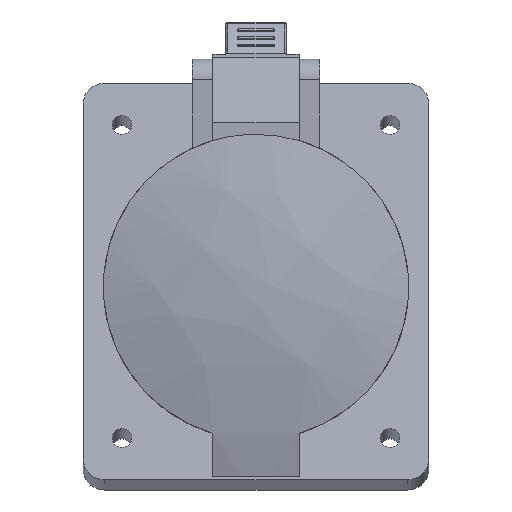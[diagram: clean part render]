
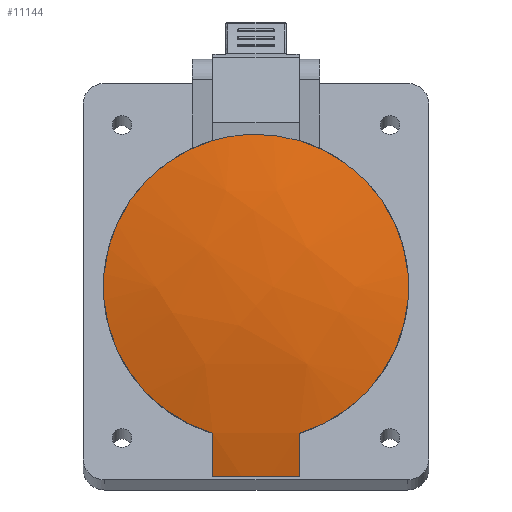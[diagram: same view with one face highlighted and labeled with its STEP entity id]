
A CAD part, top view. The second image highlights one B-rep face of the part: STEP entity #11144.
In plain terms, the highlighted free-form (B-spline) face has degree [3, 3] with [4, 4] control points.
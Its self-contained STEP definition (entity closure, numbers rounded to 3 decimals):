
#110 = EDGE_CURVE ( 'NONE', #20481, #2220, #17451, .T. ) ;
#299 = EDGE_CURVE ( 'NONE', #13314, #20481, #13296, .T. ) ;
#512 = CARTESIAN_POINT ( 'NONE',  ( -18.799, 8.743, 47.017 ) ) ;
#1022 = CARTESIAN_POINT ( 'NONE',  ( -7.21, 34.567, 39.137 ) ) ;
#1643 = ORIENTED_EDGE ( 'NONE', *, *, #11759, .T. ) ;
#1733 = AXIS2_PLACEMENT_3D ( 'NONE', #15896, #20543, #7217 ) ;
#1942 = CARTESIAN_POINT ( 'NONE',  ( -16.395, -44.533, 36.464 ) ) ;
#2012 = CARTESIAN_POINT ( 'NONE',  ( 5.3, -44.533, 38.236 ) ) ;
#2157 = CARTESIAN_POINT ( 'NONE',  ( 28.529, 35.188, 34.736 ) ) ;
#2220 = VERTEX_POINT ( 'NONE', #3931 ) ;
#2492 = CARTESIAN_POINT ( 'NONE',  ( 3.605, -37.933, 38.36 ) ) ;
#2660 = CARTESIAN_POINT ( 'NONE',  ( -9.756, 34.416, 39.137 ) ) ;
#3775 = CARTESIAN_POINT ( 'NONE',  ( -18.267, 35.188, 40.43 ) ) ;
#3917 = CARTESIAN_POINT ( 'NONE',  ( -16.395, -44.533, 36.464 ) ) ;
#3931 = CARTESIAN_POINT ( 'NONE',  ( 3.605, 33.121, 39.137 ) ) ;
#3992 = CARTESIAN_POINT ( 'NONE',  ( -6.395, -0.733, 39.137 ) ) ;
#4262 = CARTESIAN_POINT ( 'NONE',  ( -13.109, 33.964, 39.137 ) ) ;
#4621 = DIRECTION ( 'NONE',  ( 0., 1., 0. ) ) ;
#4765 = VERTEX_POINT ( 'NONE', #3917 ) ;
#5298 = CARTESIAN_POINT ( 'NONE',  ( -40.798, -44.533, 32.627 ) ) ;
#5347 = CARTESIAN_POINT ( 'NONE',  ( 3.605, -44.533, 36.464 ) ) ;
#5430 = CARTESIAN_POINT ( 'NONE',  ( -16.395, 33.121, 39.137 ) ) ;
#5541 = AXIS2_PLACEMENT_3D ( 'NONE', #14198, #4621, #15820 ) ;
#5581 = DIRECTION ( 'NONE',  ( 0., -1., 0. ) ) ;
#5737 = AXIS2_PLACEMENT_3D ( 'NONE', #3992, #15163, #5581 ) ;
#5789 = CARTESIAN_POINT ( 'NONE',  ( 1.972, 33.603, 39.137 ) ) ;
#5866 = CARTESIAN_POINT ( 'NONE',  ( -16.395, 33.121, 39.137 ) ) ;
#6476 = ORIENTED_EDGE ( 'NONE', *, *, #299, .T. ) ;
#6835 = CARTESIAN_POINT ( 'NONE',  ( 28.008, -44.533, 32.627 ) ) ;
#6852 = EDGE_CURVE ( 'NONE', #15972, #15715, #14240, .T. ) ;
#6912 = CARTESIAN_POINT ( 'NONE',  ( 5.948, -18.484, 46.268 ) ) ;
#6958 = EDGE_CURVE ( 'NONE', #2220, #15972, #9574, .T. ) ;
#7217 = DIRECTION ( 'NONE',  ( 0., -1., 0. ) ) ;
#8287 = CARTESIAN_POINT ( 'NONE',  ( -16.395, -37.933, 38.36 ) ) ;
#8487 = CARTESIAN_POINT ( 'NONE',  ( -42.705, -18.484, 40.348 ) ) ;
#8992 = CARTESIAN_POINT ( 'NONE',  ( 0.324, 33.962, 39.137 ) ) ;
#9118 = ORIENTED_EDGE ( 'NONE', *, *, #6958, .T. ) ;
#9574 = B_SPLINE_CURVE_WITH_KNOTS ( 'NONE', 3,
 ( #17001, #5789, #8992, #20234, #10595, #1022, #12211, #2660, #13831, #4262, #15459, #5866 ),
 .UNSPECIFIED., .F., .F.,
 ( 4, 2, 2, 2, 2, 4 ),
 ( 0., 0.005, 0.01, 0.013, 0.015, 0.02 ),
 .UNSPECIFIED. ) ;
#10093 = CARTESIAN_POINT ( 'NONE',  ( 6.009, 8.743, 47.017 ) ) ;
#10403 = FACE_OUTER_BOUND ( 'NONE', #12290, .T. ) ;
#10595 = CARTESIAN_POINT ( 'NONE',  ( -4.675, 34.565, 39.137 ) ) ;
#11144 = ADVANCED_FACE ( 'NONE', ( #10403 ), #11495, .T. ) ;
#11495 =( BOUNDED_SURFACE ( )  B_SPLINE_SURFACE ( 3, 3, ( 
 ( #6835, #2012, #14882, #5298 ),
 ( #16509, #6912, #18124, #8487 ),
 ( #19742, #10093, #512, #11705 ),
 ( #2157, #13337, #3775, #14953 ) ),
 .UNSPECIFIED., .F., .F., .F. ) 
 B_SPLINE_SURFACE_WITH_KNOTS ( ( 4, 4 ),
 ( 4, 4 ),
 ( 0., 1. ),
 ( 0., 1. ),
 .UNSPECIFIED. ) 
 GEOMETRIC_REPRESENTATION_ITEM ( )  RATIONAL_B_SPLINE_SURFACE ( (
 ( 1., 0.981, 0.981, 1.),
 ( 0.976, 0.957, 0.957, 0.976),
 ( 0.976, 0.957, 0.957, 0.976),
 ( 1., 0.981, 0.981, 1.) ) ) 
 REPRESENTATION_ITEM ( '' )  SURFACE ( )  );
#11497 = CARTESIAN_POINT ( 'NONE',  ( -16.395, -41.249, 37.469 ) ) ;
#11602 = ORIENTED_EDGE ( 'NONE', *, *, #6852, .T. ) ;
#11705 = CARTESIAN_POINT ( 'NONE',  ( -42.883, 8.743, 41.068 ) ) ;
#11759 = EDGE_CURVE ( 'NONE', #4765, #13314, #18688, .T. ) ;
#12033 = CARTESIAN_POINT ( 'NONE',  ( 3.605, -44.533, 36.464 ) ) ;
#12211 = CARTESIAN_POINT ( 'NONE',  ( -8.061, 34.537, 39.137 ) ) ;
#12290 = EDGE_LOOP ( 'NONE', ( #1643, #6476, #17585, #9118, #11602, #15549 ) ) ;
#13296 = B_SPLINE_CURVE_WITH_KNOTS ( 'NONE', 3,
 ( #12033, #15504, #2492, #13739 ),
 .UNSPECIFIED., .F., .F.,
 ( 4, 4 ),
 ( 0., 0.01 ),
 .UNSPECIFIED. ) ;
#13314 = VERTEX_POINT ( 'NONE', #5347 ) ;
#13337 = CARTESIAN_POINT ( 'NONE',  ( 5.477, 35.188, 40.43 ) ) ;
#13739 = CARTESIAN_POINT ( 'NONE',  ( 3.605, -34.587, 39.137 ) ) ;
#13831 = CARTESIAN_POINT ( 'NONE',  ( -10.598, 34.326, 39.137 ) ) ;
#14198 = CARTESIAN_POINT ( 'NONE',  ( -6.395, -44.533, -106.65 ) ) ;
#14240 = CIRCLE ( 'NONE', #5737, 35.3 ) ;
#14302 = EDGE_CURVE ( 'NONE', #15715, #4765, #16926, .T. ) ;
#14882 = CARTESIAN_POINT ( 'NONE',  ( -18.09, -44.533, 38.236 ) ) ;
#14953 = CARTESIAN_POINT ( 'NONE',  ( -41.319, 35.188, 34.736 ) ) ;
#15163 = DIRECTION ( 'NONE',  ( 0., 0., 1. ) ) ;
#15459 = CARTESIAN_POINT ( 'NONE',  ( -14.762, 33.603, 39.137 ) ) ;
#15504 = CARTESIAN_POINT ( 'NONE',  ( 3.605, -41.249, 37.469 ) ) ;
#15549 = ORIENTED_EDGE ( 'NONE', *, *, #14302, .T. ) ;
#15715 = VERTEX_POINT ( 'NONE', #15938 ) ;
#15820 = DIRECTION ( 'NONE',  ( 0., 0., -1. ) ) ;
#15896 = CARTESIAN_POINT ( 'NONE',  ( -6.395, -0.733, 39.137 ) ) ;
#15938 = CARTESIAN_POINT ( 'NONE',  ( -16.395, -34.587, 39.137 ) ) ;
#15972 = VERTEX_POINT ( 'NONE', #5430 ) ;
#16033 = CARTESIAN_POINT ( 'NONE',  ( 3.605, -34.587, 39.137 ) ) ;
#16509 = CARTESIAN_POINT ( 'NONE',  ( 29.915, -18.484, 40.348 ) ) ;
#16926 = B_SPLINE_CURVE_WITH_KNOTS ( 'NONE', 3,
 ( #19525, #8287, #11497, #1942 ),
 .UNSPECIFIED., .F., .F.,
 ( 4, 4 ),
 ( 0., 0.01 ),
 .UNSPECIFIED. ) ;
#17001 = CARTESIAN_POINT ( 'NONE',  ( 3.605, 33.121, 39.137 ) ) ;
#17451 = CIRCLE ( 'NONE', #1733, 35.3 ) ;
#17585 = ORIENTED_EDGE ( 'NONE', *, *, #110, .T. ) ;
#18124 = CARTESIAN_POINT ( 'NONE',  ( -18.739, -18.484, 46.268 ) ) ;
#18688 = CIRCLE ( 'NONE', #5541, 143.463 ) ;
#19525 = CARTESIAN_POINT ( 'NONE',  ( -16.395, -34.587, 39.137 ) ) ;
#19742 = CARTESIAN_POINT ( 'NONE',  ( 30.093, 8.743, 41.068 ) ) ;
#20234 = CARTESIAN_POINT ( 'NONE',  ( -2.999, 34.443, 39.137 ) ) ;
#20481 = VERTEX_POINT ( 'NONE', #16033 ) ;
#20543 = DIRECTION ( 'NONE',  ( 0., 0., 1. ) ) ;
